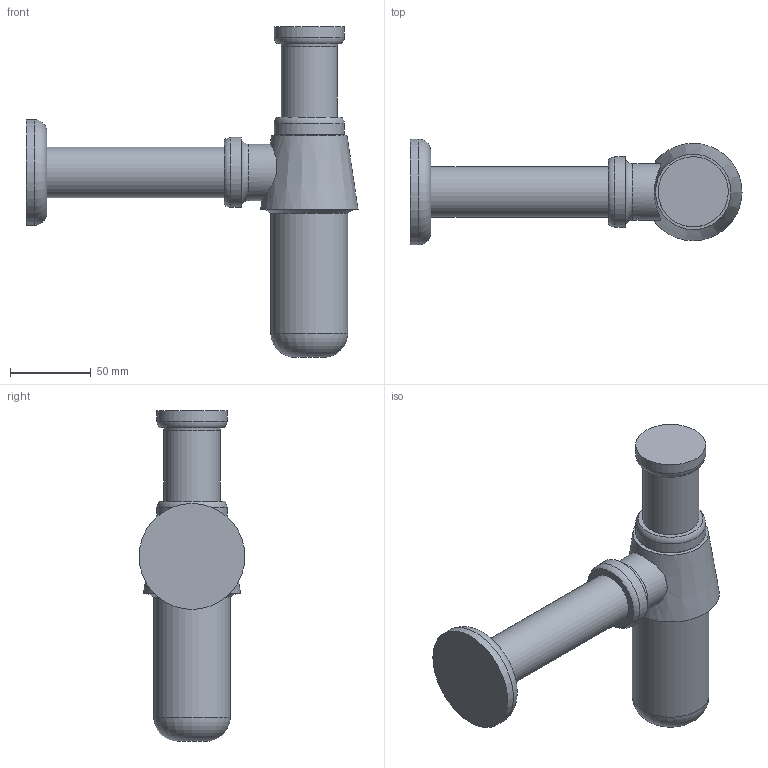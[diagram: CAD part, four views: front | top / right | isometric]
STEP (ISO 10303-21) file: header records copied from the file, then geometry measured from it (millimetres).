
FILE_DESCRIPTION(/* description */ ('Unknown'),/* implementation_level */ '2;1');
FILE_NAME(/* name */ '28920000',/* time_stamp */ '2022-09-07T17:55:59+02:00',/* author */ ('Unknown'),/* organization */ ('GROHE AG'),/* preprocessor_version */ 'ST-DEVELOPER v16.7',/* originating_system */ 'DEX',/* authorisation */ $);
FILE_SCHEMA (('AUTOMOTIVE_DESIGN {1 0 10303 214 3 1 1}'));
Length unit declared in the file: millimetre
Products named in the file (2): 28920000
Assembly tree (1 placements, depth 2):
  28920000
    28920000
Bounding box: 206.16 x 65.77 x 205.28 mm (x, y, z)
Volume: 368168.4 mm3; surface area: 74959.5 mm2
Topology: 1 solids, 2 shells, 37 faces, 63 edges, 39 vertices
Faces by surface type: plane 15, cylinder 9, cone 7, torus 6
Full cylindrical faces by diameter (mm): 30 x1, 31.439 x1, 34.8 x1, 35 x1, 42 x1, 43.538 x3, 47.784 x1
Entity records: 818 total; most frequent: CARTESIAN_POINT 150, DIRECTION 146, ORIENTED_EDGE 76, AXIS2_PLACEMENT_3D 73, EDGE_LOOP 68, FACE_BOUND 68, EDGE_CURVE 38, ADVANCED_FACE 37
